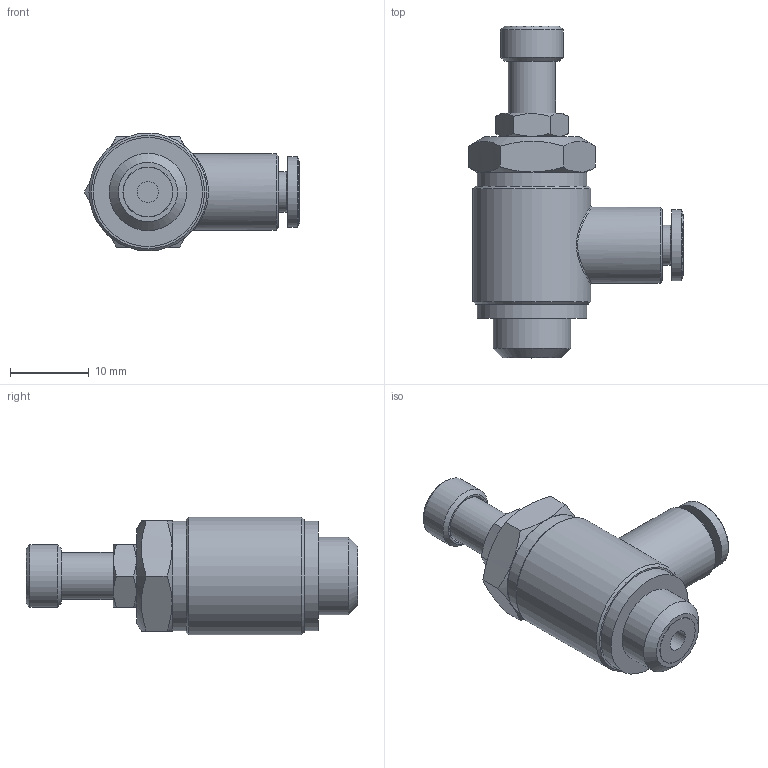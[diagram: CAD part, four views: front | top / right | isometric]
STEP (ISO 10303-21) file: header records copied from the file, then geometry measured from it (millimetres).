
FILE_DESCRIPTION(( 'MV.37.04.18B.stp' ), '1');
FILE_NAME( 'MV.37.04.18B.stp', '2019-06-26T14:21:57',( 'Sopra'),('sopra-pneumatic.com'), 'SwSTEP 2.0','SolidWorks 2009','' );
FILE_SCHEMA( ( 'CONFIG_CONTROL_DESIGN' ) );
Length unit declared in the file: millimetre
Products named in the file (2): 04270B11; NONE
Assembly tree (1 placements, depth 2):
  04270B11
    NONE
Bounding box: 27.38 x 42.24 x 15 mm (x, y, z)
Volume: 5450.9 mm3; surface area: 2598.8 mm2
Topology: 1 solids, 2 shells, 227 faces, 569 edges, 377 vertices
Faces by surface type: plane 130, bspline 64, cone 20, cylinder 13
Full cylindrical faces by diameter (mm): 2.7 x1, 4.15 x1, 5.1 x1, 6 x1, 8 x1, 9 x1, 9.7 x1, 9.85 x1, 13.9 x2, 15 x1
Entity records: 10608 total; most frequent: CARTESIAN_POINT 5702, ORIENTED_EDGE 1076, DIRECTION 747, EDGE_CURVE 538, VERTEX_POINT 371, LINE 327, VECTOR 327, EDGE_LOOP 283
